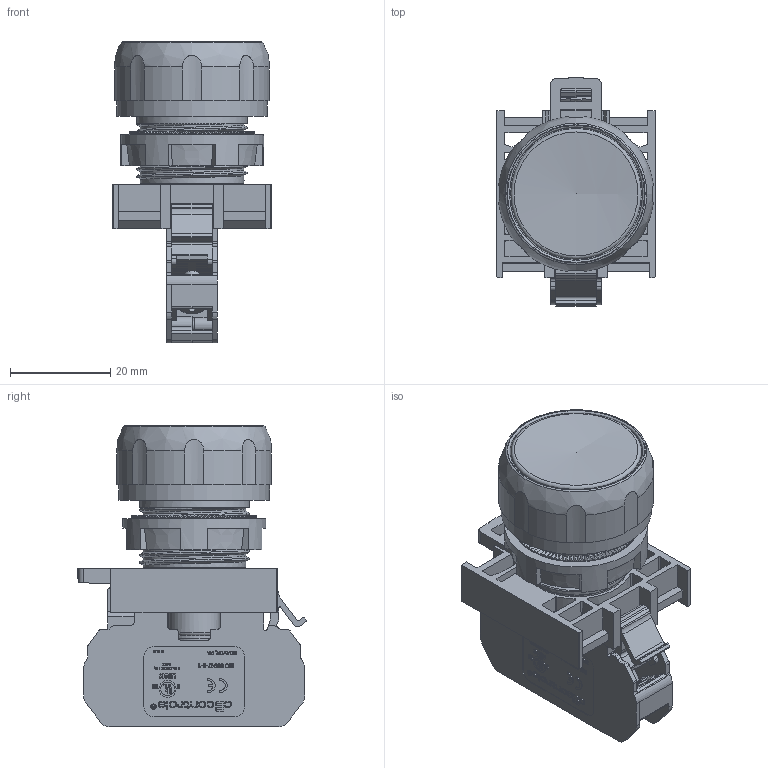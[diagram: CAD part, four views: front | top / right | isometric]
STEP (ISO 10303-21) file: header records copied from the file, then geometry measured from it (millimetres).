
FILE_DESCRIPTION(/* description */ (''),/* implementation_level */ '2;1');
FILE_NAME(/* name */ 'W22IPB-FA-FMXXXLA (V2.0).stp',/* time_stamp */ '2020-07-30T08:11:49+06:00',/* author */ ('Owner'),/* organization */ (''),/* preprocessor_version */ 'ST-DEVELOPER v18',/* originating_system */ 'Autodesk Inventor 2020',/* authorisation */ '');
FILE_SCHEMA (('AUTOMOTIVE_DESIGN { 1 0 10303 214 3 1 1 }'));
Length unit declared in the file: millimetre
Products named in the file (1): Part1
Bounding box: 31.5 x 45.52 x 60.14 mm (x, y, z)
Volume: 20096.3 mm3; surface area: 31266.7 mm2
Topology: 4 solids, 20 shells, 3772 faces, 10188 edges, 6585 vertices
Faces by surface type: plane 2607, cylinder 557, bspline 485, torus 61, cone 50, sphere 12
Full cylindrical faces by diameter (mm): 0.336 x1, 0.382 x1, 1.198 x12, 1.385 x4, 1.55 x2, 1.573 x8, 1.597 x4, 1.996 x8, 2.36 x1, 2.45 x2, 2.753 x2, 2.758 x1, 2.833 x1, 3.1 x2, 3.15 x2, 3.39 x2, 3.402 x1, 3.7 x2, 3.928 x1, 4.42 x2, 4.714 x1, 5.329 x1, 5.827 x1, 5.9 x2, 6.236 x1, 6.573 x1, 6.849 x1, 7.5 x2, 8.1 x1, 8.5 x1
Entity records: 133114 total; most frequent: CARTESIAN_POINT 36505, ORIENTED_EDGE 20368, DIRECTION 17473, EDGE_CURVE 10184, LINE 7081, VECTOR 7081, VERTEX_POINT 6585, AXIS2_PLACEMENT_3D 5196
